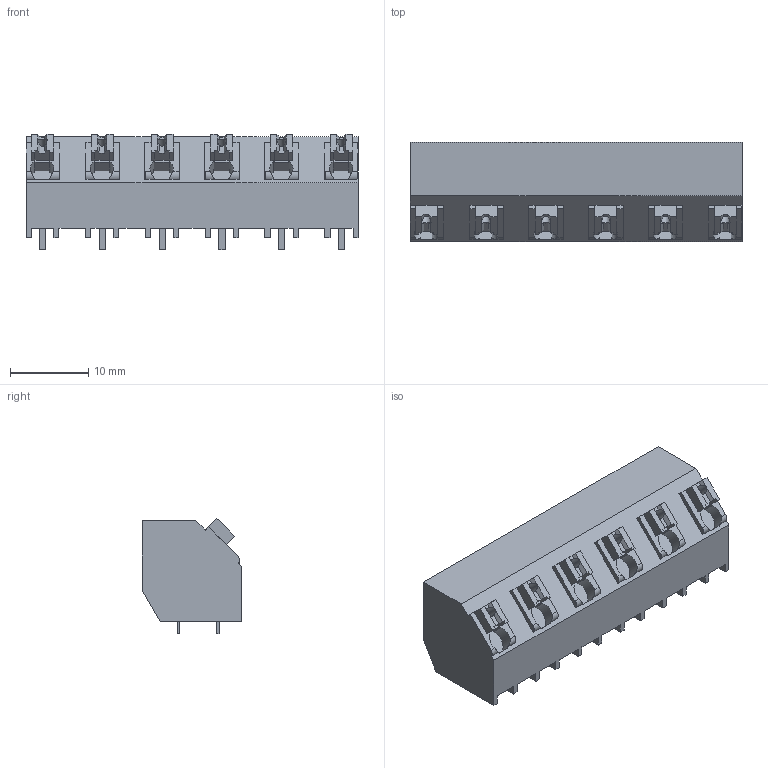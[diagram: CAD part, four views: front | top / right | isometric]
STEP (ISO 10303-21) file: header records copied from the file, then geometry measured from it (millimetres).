
FILE_DESCRIPTION(('CATIA V5 STEP Exchange','CAx-IF Rec.Pracs.--- Model Styling and Organization---1.2---2011-12-15'),'2;1');
FILE_NAME ('D1458436_0_1884990000_1884990000.stp','2018-03-20T15:03:20+00:00',('none'),('Weidmueller'),'CATIA Version 5-6 Release 2014','CATIA V5 STEP AP214','none');
FILE_SCHEMA(('AUTOMOTIVE_DESIGN { 1 0 10303 214 1 1 1 1 }'));
Length unit declared in the file: millimetre
Products named in the file (1): 1884990000
Bounding box: 42.3 x 12.7 x 14.66 mm (x, y, z)
Volume: 4675 mm3; surface area: 4030.8 mm2
Topology: 19 solids, 19 shells, 461 faces, 1294 edges, 880 vertices
Faces by surface type: plane 420, cylinder 41
Entity records: 13692 total; most frequent: CARTESIAN_POINT 2656, ORIENTED_EDGE 2588, DIRECTION 1729, EDGE_CURVE 1294, VECTOR 1157, LINE 1157, VERTEX_POINT 880, EDGE_LOOP 482
